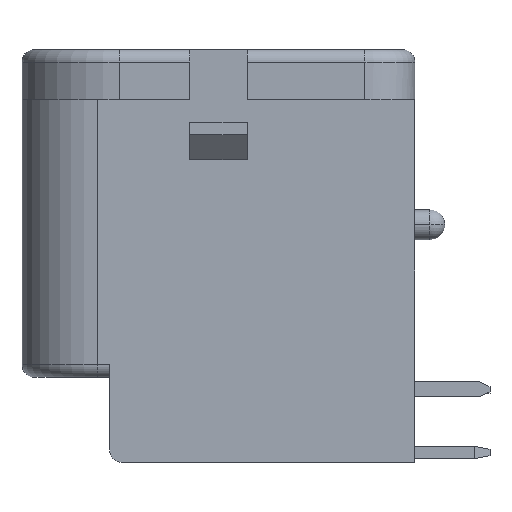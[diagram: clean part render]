
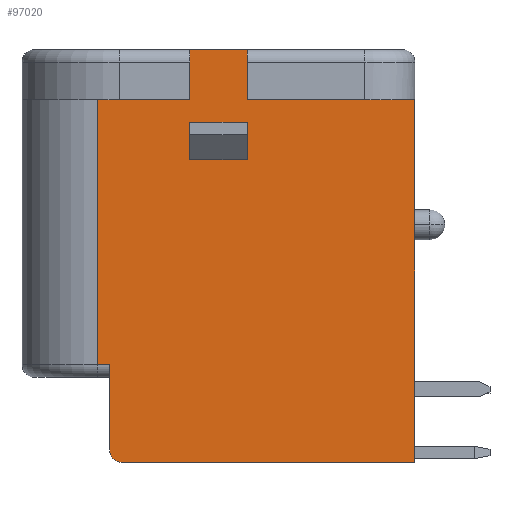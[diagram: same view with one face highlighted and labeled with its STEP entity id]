
A CAD part, left-side view. The second image highlights one B-rep face of the part: STEP entity #97020.
In plain terms, the highlighted planar face has unit normal (-1, 0, 0).
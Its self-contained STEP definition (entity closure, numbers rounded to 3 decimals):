
#4980=CARTESIAN_POINT('',(-11.937,-0.308,7.6));
#4990=VERTEX_POINT('',#4980);
#5020=CARTESIAN_POINT('',(-11.937,-0.308,0.));
#5030=DIRECTION('',(0.,0.,-1.));
#5040=VECTOR('',#5030,1.);
#5050=LINE('',#5020,#5040);
#5060=CARTESIAN_POINT('',(-11.937,-0.308,9.1));
#5070=VERTEX_POINT('',#5060);
#5080=EDGE_CURVE('',#5070,#4990,#5050,.T.);
#5240=CARTESIAN_POINT('',(-11.937,0.,9.1));
#5250=DIRECTION('',(0.,1.,0.));
#5260=VECTOR('',#5250,1.);
#5270=LINE('',#5240,#5260);
#5280=CARTESIAN_POINT('',(-11.937,-2.608,9.1));
#5290=VERTEX_POINT('',#5280);
#5300=EDGE_CURVE('',#5290,#5070,#5270,.T.);
#5670=CARTESIAN_POINT('',(-11.937,-2.608,7.6));
#5680=VERTEX_POINT('',#5670);
#5710=CARTESIAN_POINT('',(-11.937,0.,7.6));
#5720=DIRECTION('',(0.,1.,0.));
#5730=VECTOR('',#5720,1.);
#5740=LINE('',#5710,#5730);
#5750=EDGE_CURVE('',#5680,#4990,#5740,.T.);
#16230=CARTESIAN_POINT('',(-11.937,-2.608,12.));
#16240=VERTEX_POINT('',#16230);
#16270=CARTESIAN_POINT('',(-11.937,0.,12.));
#16280=DIRECTION('',(0.,-1.,0.));
#16290=VECTOR('',#16280,1.);
#16300=LINE('',#16270,#16290);
#16310=CARTESIAN_POINT('',(-11.937,-0.308,12.));
#16320=VERTEX_POINT('',#16310);
#16330=EDGE_CURVE('',#16320,#16240,#16300,.T.);
#18970=CARTESIAN_POINT('',(-11.937,-8.978,10.));
#18980=VERTEX_POINT('',#18970);
#19030=CARTESIAN_POINT('',(-11.937,0.,10.));
#19040=DIRECTION('',(0.,1.,0.));
#19050=VECTOR('',#19040,1.);
#19060=LINE('',#19030,#19050);
#19070=CARTESIAN_POINT('',(-11.937,-2.608,10.));
#19080=VERTEX_POINT('',#19070);
#19090=EDGE_CURVE('',#18980,#19080,#19060,.T.);
#20940=CARTESIAN_POINT('',(-11.937,-2.608,0.));
#20950=DIRECTION('',(0.,0.,-1.));
#20960=VECTOR('',#20950,1.);
#20970=LINE('',#20940,#20960);
#20980=EDGE_CURVE('',#16240,#19080,#20970,.T.);
#21140=CARTESIAN_POINT('',(-11.937,-0.308,10.));
#21150=VERTEX_POINT('',#21140);
#21180=CARTESIAN_POINT('',(-11.937,0.,10.));
#21190=DIRECTION('',(0.,-1.,0.));
#21200=VECTOR('',#21190,1.);
#21210=LINE('',#21180,#21200);
#21220=CARTESIAN_POINT('',(-11.937,3.392,10.));
#21230=VERTEX_POINT('',#21220);
#21240=EDGE_CURVE('',#21230,#21150,#21210,.T.);
#21500=CARTESIAN_POINT('',(-11.937,-0.308,0.));
#21510=DIRECTION('',(0.,0.,1.));
#21520=VECTOR('',#21510,1.);
#21530=LINE('',#21500,#21520);
#21540=EDGE_CURVE('',#21150,#16320,#21530,.T.);
#38960=CARTESIAN_POINT('',(-11.937,3.392,-0.6));
#38970=VERTEX_POINT('',#38960);
#39000=CARTESIAN_POINT('',(-11.937,3.392,-0.6));
#39010=DIRECTION('',(0.,-1.,0.));
#39020=VECTOR('',#39010,1.);
#39030=LINE('',#39000,#39020);
#39040=CARTESIAN_POINT('',(-11.937,2.892,-0.6));
#39050=VERTEX_POINT('',#39040);
#39060=EDGE_CURVE('',#38970,#39050,#39030,.T.);
#47210=CARTESIAN_POINT('',(-11.937,-9.308,-4.5));
#47220=VERTEX_POINT('',#47210);
#47250=CARTESIAN_POINT('',(-11.937,-9.308,0.));
#47260=DIRECTION('',(0.,0.,-1.));
#47270=VECTOR('',#47260,1.);
#47280=LINE('',#47250,#47270);
#47290=CARTESIAN_POINT('',(-11.937,-9.308,10.));
#47300=VERTEX_POINT('',#47290);
#47310=EDGE_CURVE('',#47300,#47220,#47280,.T.);
#48220=CARTESIAN_POINT('',(-11.937,-2.608,0.));
#48230=DIRECTION('',(0.,0.,1.));
#48240=VECTOR('',#48230,1.);
#48250=LINE('',#48220,#48240);
#48260=EDGE_CURVE('',#5680,#5290,#48250,.T.);
#53180=CARTESIAN_POINT('',(-11.937,2.892,0.));
#53190=DIRECTION('',(0.,0.,-1.));
#53200=VECTOR('',#53190,1.);
#53210=LINE('',#53180,#53200);
#53220=CARTESIAN_POINT('',(-11.937,2.892,-4.));
#53230=VERTEX_POINT('',#53220);
#53240=EDGE_CURVE('',#39050,#53230,#53210,.T.);
#53430=CARTESIAN_POINT('',(-11.937,0.,10.));
#53440=DIRECTION('',(0.,1.,0.));
#53450=VECTOR('',#53440,1.);
#53460=LINE('',#53430,#53450);
#53470=EDGE_CURVE('',#47300,#18980,#53460,.T.);
#53970=CARTESIAN_POINT('',(-11.937,2.392,-4.5));
#53980=VERTEX_POINT('',#53970);
#54010=CARTESIAN_POINT('',(-11.937,0.,-4.5));
#54020=DIRECTION('',(0.,-1.,0.));
#54030=VECTOR('',#54020,1.);
#54040=LINE('',#54010,#54030);
#54050=EDGE_CURVE('',#53980,#47220,#54040,.T.);
#96020=CARTESIAN_POINT('',(-11.937,2.392,-4.));
#96030=DIRECTION('',(1.,0.,0.));
#96040=DIRECTION('',(0.,-1.,0.));
#96050=AXIS2_PLACEMENT_3D('',#96020,#96030,#96040);
#96060=CIRCLE('',#96050,0.5);
#96070=EDGE_CURVE('',#53980,#53230,#96060,.T.);
#96390=CARTESIAN_POINT('',(-11.937,3.392,-0.6));
#96400=DIRECTION('',(0.,0.,1.));
#96410=VECTOR('',#96400,1.);
#96420=LINE('',#96390,#96410);
#96430=EDGE_CURVE('',#38970,#21230,#96420,.T.);
#96770=CARTESIAN_POINT('',(-11.937,-2.958,3.75));
#96780=DIRECTION('',(-1.,0.,0.));
#96790=DIRECTION('',(0.,1.,0.));
#96800=AXIS2_PLACEMENT_3D('',#96770,#96780,#96790);
#96810=PLANE('',#96800);
#96820=ORIENTED_EDGE('',*,*,#53470,.T.);
#96830=ORIENTED_EDGE('',*,*,#47310,.F.);
#96840=ORIENTED_EDGE('',*,*,#54050,.T.);
#96850=ORIENTED_EDGE('',*,*,#96070,.F.);
#96860=ORIENTED_EDGE('',*,*,#53240,.T.);
#96870=ORIENTED_EDGE('',*,*,#39060,.T.);
#96880=ORIENTED_EDGE('',*,*,#96430,.F.);
#96890=ORIENTED_EDGE('',*,*,#21240,.F.);
#96900=ORIENTED_EDGE('',*,*,#21540,.F.);
#96910=ORIENTED_EDGE('',*,*,#16330,.F.);
#96920=ORIENTED_EDGE('',*,*,#20980,.F.);
#96930=ORIENTED_EDGE('',*,*,#19090,.T.);
#96940=EDGE_LOOP('',(#96930,#96920,#96910,#96900,#96890,#96880,#96870,
#96860,#96850,#96840,#96830,#96820));
#96950=FACE_OUTER_BOUND('',#96940,.T.);
#96960=ORIENTED_EDGE('',*,*,#5080,.F.);
#96970=ORIENTED_EDGE('',*,*,#5750,.T.);
#96980=ORIENTED_EDGE('',*,*,#48260,.F.);
#96990=ORIENTED_EDGE('',*,*,#5300,.F.);
#97000=EDGE_LOOP('',(#96990,#96980,#96970,#96960));
#97010=FACE_BOUND('',#97000,.T.);
#97020=ADVANCED_FACE('',(#96950,#97010),#96810,.T.);
